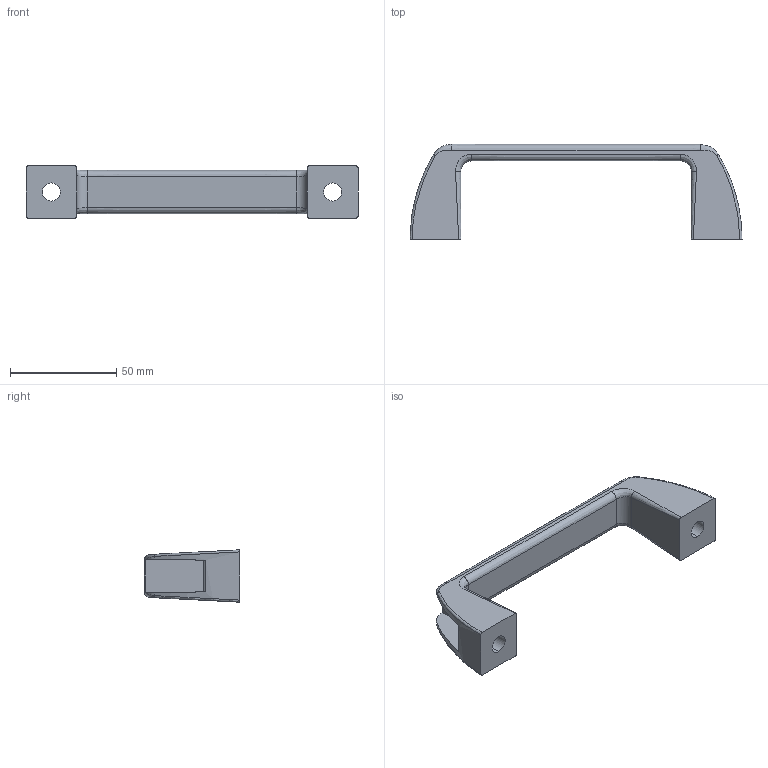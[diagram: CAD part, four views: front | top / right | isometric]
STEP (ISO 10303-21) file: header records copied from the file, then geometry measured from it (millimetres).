
FILE_DESCRIPTION (( 'STEP AP214' ), '1' );
FILE_NAME ('JWWINCO CABINET HANDLE CUH-6333210.STEP', '2022-12-18T12:30:11', ( '' ), ( '' ), 'SwSTEP 2.0', 'SolidWorks 2019', '' );
FILE_SCHEMA (( 'AUTOMOTIVE_DESIGN' ));
Length unit declared in the file: millimetre
Products named in the file (1): JWWINCO CABINET HANDLE CUH-6333210
Bounding box: 155.96 x 44.96 x 24.61 mm (x, y, z)
Volume: 42028.3 mm3; surface area: 16541.1 mm2
Topology: 1 solids, 1 shells, 66 faces, 170 edges, 108 vertices
Faces by surface type: bspline 28, cylinder 20, plane 18
Entity records: 3256 total; most frequent: CARTESIAN_POINT 1949, ORIENTED_EDGE 340, EDGE_CURVE 170, DIRECTION 162, VERTEX_POINT 108, B_SPLINE_CURVE_WITH_KNOTS 74, EDGE_LOOP 72, FACE_OUTER_BOUND 66
